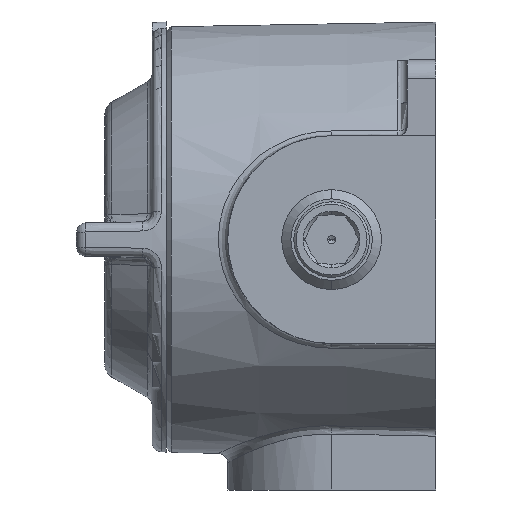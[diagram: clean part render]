
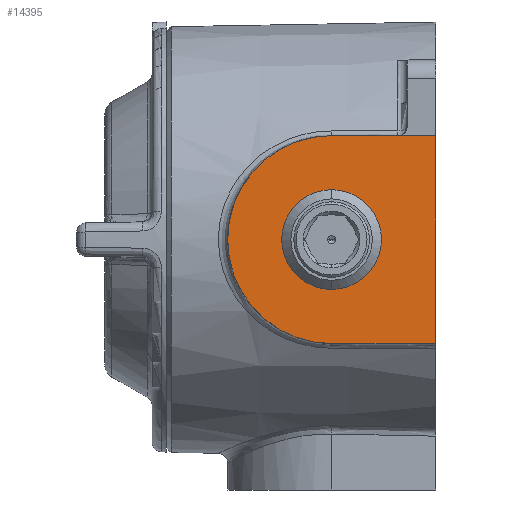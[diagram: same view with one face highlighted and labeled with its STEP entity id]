
A CAD part, left-side view. The second image highlights one B-rep face of the part: STEP entity #14395.
In plain terms, the highlighted planar face has unit normal (-1, 0, 0).
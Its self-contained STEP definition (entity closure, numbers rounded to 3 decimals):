
#236 = EDGE_CURVE ( 'NONE', #8246, #13280, #1473, .T. ) ;
#281 = CARTESIAN_POINT ( 'NONE',  ( -53., 0., 22. ) ) ;
#328 = VECTOR ( 'NONE', #7264, 1000. ) ;
#1417 = DIRECTION ( 'NONE',  ( 0., 0., 1. ) ) ;
#1473 = CIRCLE ( 'NONE', #1807, 10.053 ) ;
#1531 = CARTESIAN_POINT ( 'NONE',  ( -53., 0., 22. ) ) ;
#1807 = AXIS2_PLACEMENT_3D ( 'NONE', #8691, #11075, #9005 ) ;
#1917 = VECTOR ( 'NONE', #4560, 1000. ) ;
#2337 = CARTESIAN_POINT ( 'NONE',  ( -53., 0., -22. ) ) ;
#2530 = DIRECTION ( 'NONE',  ( 1., 0., 0. ) ) ;
#2997 = DIRECTION ( 'NONE',  ( 0., 0., 1. ) ) ;
#4006 = EDGE_CURVE ( 'NONE', #10315, #13220, #15795, .T. ) ;
#4035 = AXIS2_PLACEMENT_3D ( 'NONE', #14751, #10080, #1417 ) ;
#4069 = DIRECTION ( 'NONE',  ( 0., 0., -1. ) ) ;
#4560 = DIRECTION ( 'NONE',  ( 0., -1., 0. ) ) ;
#4964 = ORIENTED_EDGE ( 'NONE', *, *, #13325, .F. ) ;
#5382 = EDGE_LOOP ( 'NONE', ( #10357, #4964, #12390, #13730 ) ) ;
#5521 = FACE_OUTER_BOUND ( 'NONE', #5382, .T. ) ;
#6126 = CARTESIAN_POINT ( 'NONE',  ( -53., 22., -10.053 ) ) ;
#6868 = VERTEX_POINT ( 'NONE', #14740 ) ;
#7264 = DIRECTION ( 'NONE',  ( 0., 1., 0. ) ) ;
#7405 = CARTESIAN_POINT ( 'NONE',  ( -53., 22., 0. ) ) ;
#7565 = CARTESIAN_POINT ( 'NONE',  ( -53., 22., 10.053 ) ) ;
#7586 = VECTOR ( 'NONE', #4069, 1000. ) ;
#8246 = VERTEX_POINT ( 'NONE', #6126 ) ;
#8607 = LINE ( 'NONE', #11733, #1917 ) ;
#8691 = CARTESIAN_POINT ( 'NONE',  ( -53., 22., 0. ) ) ;
#8957 = EDGE_LOOP ( 'NONE', ( #13793, #12300 ) ) ;
#9005 = DIRECTION ( 'NONE',  ( 0., 0., 1. ) ) ;
#9151 = FACE_BOUND ( 'NONE', #8957, .T. ) ;
#9879 = DIRECTION ( 'NONE',  ( 0., 0., 1. ) ) ;
#10080 = DIRECTION ( 'NONE',  ( -1., 0., 0. ) ) ;
#10181 = AXIS2_PLACEMENT_3D ( 'NONE', #7405, #2530, #9879 ) ;
#10315 = VERTEX_POINT ( 'NONE', #1531 ) ;
#10357 = ORIENTED_EDGE ( 'NONE', *, *, #13142, .F. ) ;
#10858 = LINE ( 'NONE', #2337, #328 ) ;
#11075 = DIRECTION ( 'NONE',  ( -1., 0., 0. ) ) ;
#11187 = CARTESIAN_POINT ( 'NONE',  ( -53., 22., 22. ) ) ;
#11733 = CARTESIAN_POINT ( 'NONE',  ( -53., 0., 22. ) ) ;
#12300 = ORIENTED_EDGE ( 'NONE', *, *, #236, .F. ) ;
#12390 = ORIENTED_EDGE ( 'NONE', *, *, #14045, .F. ) ;
#12558 = EDGE_CURVE ( 'NONE', #13280, #8246, #12820, .T. ) ;
#12820 = CIRCLE ( 'NONE', #14682, 10.053 ) ;
#13142 = EDGE_CURVE ( 'NONE', #14128, #10315, #8607, .T. ) ;
#13220 = VERTEX_POINT ( 'NONE', #13371 ) ;
#13280 = VERTEX_POINT ( 'NONE', #7565 ) ;
#13325 = EDGE_CURVE ( 'NONE', #6868, #14128, #13550, .T. ) ;
#13371 = CARTESIAN_POINT ( 'NONE',  ( -53., 0., -22. ) ) ;
#13504 = PLANE ( 'NONE',  #4035 ) ;
#13550 = CIRCLE ( 'NONE', #10181, 22. ) ;
#13730 = ORIENTED_EDGE ( 'NONE', *, *, #4006, .F. ) ;
#13793 = ORIENTED_EDGE ( 'NONE', *, *, #12558, .F. ) ;
#13898 = DIRECTION ( 'NONE',  ( -1., 0., 0. ) ) ;
#14045 = EDGE_CURVE ( 'NONE', #13220, #6868, #10858, .T. ) ;
#14128 = VERTEX_POINT ( 'NONE', #11187 ) ;
#14395 = ADVANCED_FACE ( 'NONE', ( #9151, #5521 ), #13504, .T. ) ;
#14682 = AXIS2_PLACEMENT_3D ( 'NONE', #15198, #13898, #2997 ) ;
#14740 = CARTESIAN_POINT ( 'NONE',  ( -53., 22., -22. ) ) ;
#14751 = CARTESIAN_POINT ( 'NONE',  ( -53., 22., 0. ) ) ;
#15198 = CARTESIAN_POINT ( 'NONE',  ( -53., 22., 0. ) ) ;
#15795 = LINE ( 'NONE', #281, #7586 ) ;
